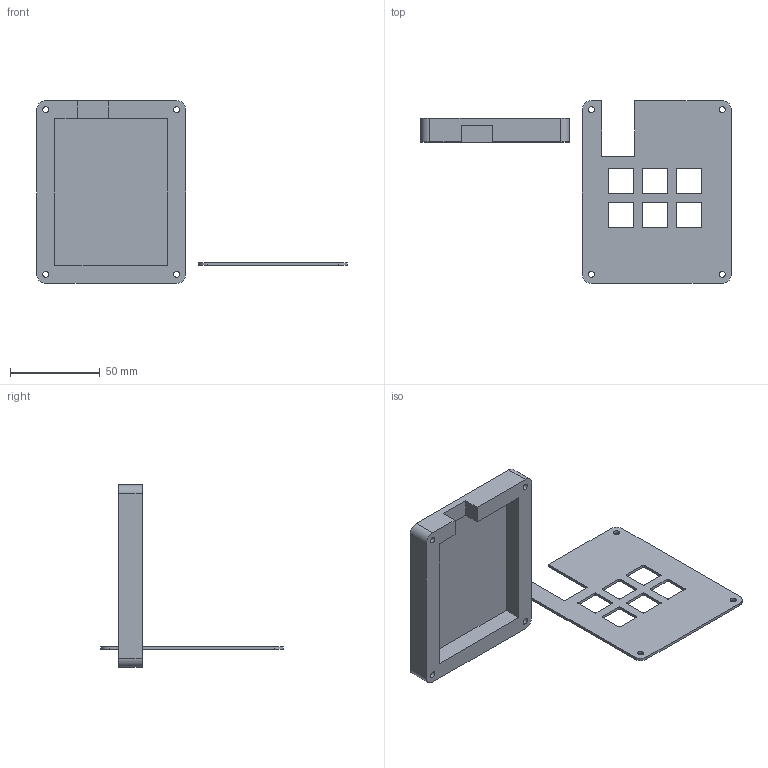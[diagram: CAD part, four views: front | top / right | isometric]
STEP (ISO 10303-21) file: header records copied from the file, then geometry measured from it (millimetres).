
FILE_DESCRIPTION(/* description */ (''),/* implementation_level */ '2;1');
FILE_NAME(/* name */ 'Top-1strectangle.step',/* time_stamp */ '2025-07-11T01:16:19-04:00',/* author */ (''),/* organization */ (''),/* preprocessor_version */ 'ST-DEVELOPER v20.1',/* originating_system */ 'Autodesk Translation Framework v14.10.0.0',/* authorisation */ '');
FILE_SCHEMA (('AUTOMOTIVE_DESIGN { 1 0 10303 214 3 1 1 }'));
Length unit declared in the file: millimetre
Products named in the file (3): 2025-07-09-22-01-09-289; 2025-07-08-14-57-49-708; 2025-07-08-15-16-38-631
Assembly tree (2 placements, depth 3):
  2025-07-09-22-01-09-289
    2025-07-08-14-57-49-708
      2025-07-08-15-16-38-631
Bounding box: 173.01 x 101.84 x 101.84 mm (x, y, z)
Volume: 65664.7 mm3; surface area: 39392.6 mm2
Topology: 2 solids, 2 shells, 373 faces, 1038 edges, 692 vertices
Faces by surface type: bspline 190, plane 139, cylinder 44
Full cylindrical faces by diameter (mm): 3.4 x8, 6 x4
Entity records: 13810 total; most frequent: CARTESIAN_POINT 5338, ORIENTED_EDGE 2076, DIRECTION 1122, EDGE_CURVE 1038, VERTEX_POINT 692, LINE 570, VECTOR 570, EDGE_LOOP 424
